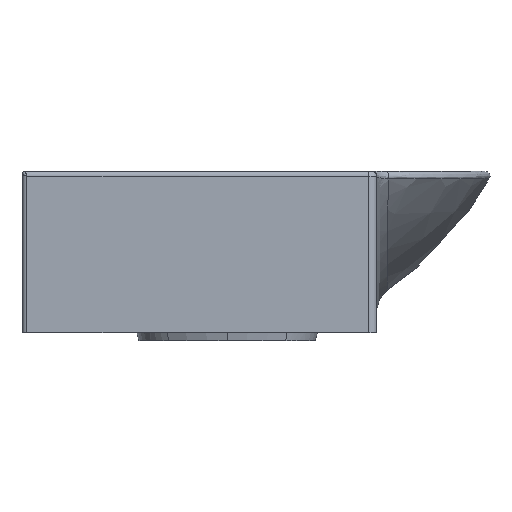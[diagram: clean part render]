
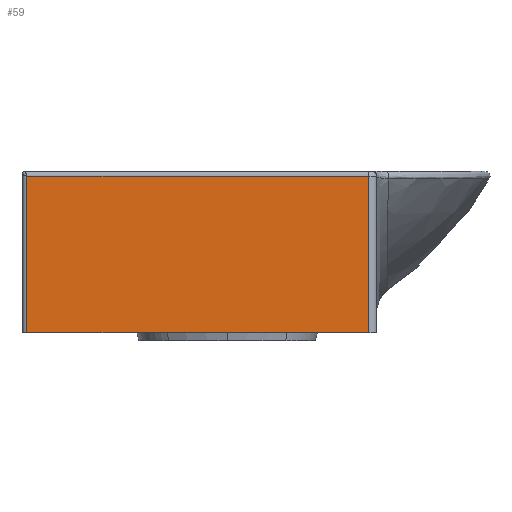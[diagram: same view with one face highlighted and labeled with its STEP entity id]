
A CAD part, left-side view. The second image highlights one B-rep face of the part: STEP entity #59.
In plain terms, the highlighted planar face has unit normal (-1, 0, 0).
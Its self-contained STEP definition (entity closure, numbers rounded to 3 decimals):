
#59=ADVANCED_FACE('',(#151),#1415,.T.);
#151=FACE_OUTER_BOUND('',#251,.T.);
#251=EDGE_LOOP('',(#478,#479,#480,#481));
#478=ORIENTED_EDGE('',*,*,#874,.T.);
#479=ORIENTED_EDGE('',*,*,#877,.T.);
#480=ORIENTED_EDGE('',*,*,#876,.T.);
#481=ORIENTED_EDGE('',*,*,#875,.T.);
#874=EDGE_CURVE('',#1369,#1370,#1185,.T.);
#875=EDGE_CURVE('',#1371,#1369,#1186,.T.);
#876=EDGE_CURVE('',#1372,#1371,#1187,.T.);
#877=EDGE_CURVE('',#1370,#1372,#1188,.T.);
#1185=B_SPLINE_CURVE_WITH_KNOTS('',1,(#13667,#13668),.UNSPECIFIED.,.F.,
 .F.,(2,2),(-212.,0.),.UNSPECIFIED.);
#1186=B_SPLINE_CURVE_WITH_KNOTS('',1,(#13669,#13670),.UNSPECIFIED.,.F.,
 .F.,(2,2),(-97.,0.),.UNSPECIFIED.);
#1187=B_SPLINE_CURVE_WITH_KNOTS('',1,(#13671,#13672),.UNSPECIFIED.,.F.,
 .F.,(2,2),(-212.,0.),.UNSPECIFIED.);
#1188=B_SPLINE_CURVE_WITH_KNOTS('',1,(#13673,#13674),.UNSPECIFIED.,.F.,
 .F.,(2,2),(-97.,0.),.UNSPECIFIED.);
#1369=VERTEX_POINT('',#12676);
#1370=VERTEX_POINT('',#12677);
#1371=VERTEX_POINT('',#12678);
#1372=VERTEX_POINT('',#12679);
#1415=PLANE('',#1599);
#1599=AXIS2_PLACEMENT_3D('',#9726,#1641,$);
#1641=DIRECTION('',(-1.,0.,0.));
#9726=CARTESIAN_POINT('',(2244.843,128.2,-109.7));
#12676=CARTESIAN_POINT('',(2244.843,-105.,-3.));
#12677=CARTESIAN_POINT('',(2244.843,107.,-3.));
#12678=CARTESIAN_POINT('',(2244.843,-105.,-100.));
#12679=CARTESIAN_POINT('',(2244.843,107.,-100.));
#13667=CARTESIAN_POINT('',(2244.843,-105.,-3.));
#13668=CARTESIAN_POINT('',(2244.843,107.,-3.));
#13669=CARTESIAN_POINT('',(2244.843,-105.,-100.));
#13670=CARTESIAN_POINT('',(2244.843,-105.,-3.));
#13671=CARTESIAN_POINT('',(2244.843,107.,-100.));
#13672=CARTESIAN_POINT('',(2244.843,-105.,-100.));
#13673=CARTESIAN_POINT('',(2244.843,107.,-3.));
#13674=CARTESIAN_POINT('',(2244.843,107.,-100.));
